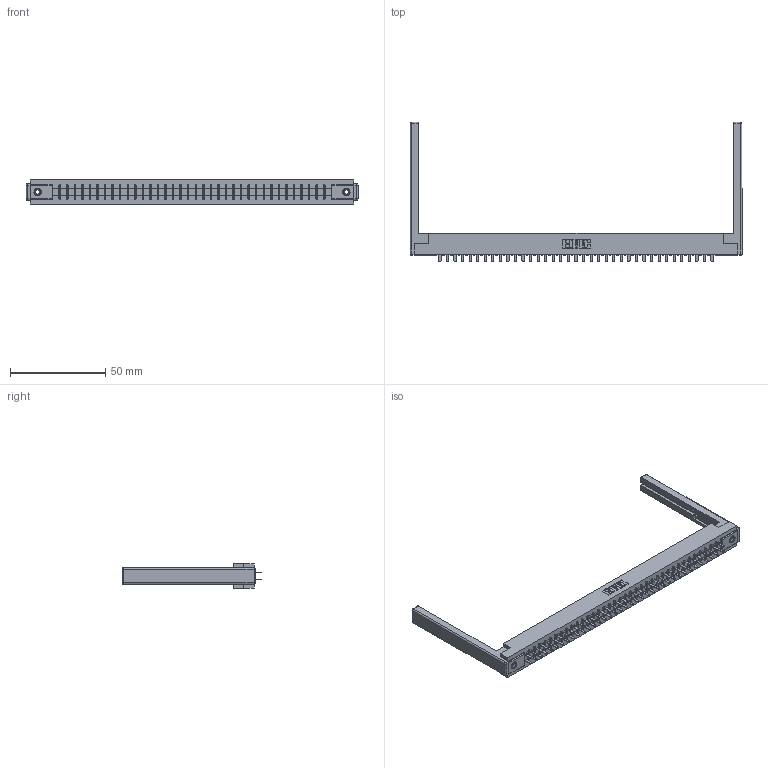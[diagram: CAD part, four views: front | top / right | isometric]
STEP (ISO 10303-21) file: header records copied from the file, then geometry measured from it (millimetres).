
FILE_DESCRIPTION (( 'STEP AP203' ), '1' );
FILE_NAME ('305-074-521-568.STEP', '2019-09-10T07:11:29', ( '' ), ( '' ), 'SwSTEP 2.0', 'SolidWorks 2016', '' );
FILE_SCHEMA (( 'CONFIG_CONTROL_DESIGN' ));
Length unit declared in the file: inch
Products named in the file (5): 305-290-001_521; 345-250-001_345-250-001-102; 305-074-521-568; 307-220-068; 305 Part_.156 Dia
Assembly tree (79 placements, depth 2):
  305-074-521-568
    305 Part_.156 Dia
    305-290-001_521  x74
    345-250-001_345-250-001-102  x2
    307-220-068  x2
Bounding box: 174.04 x 73.15 x 12.7 mm (x, y, z)
Volume: 21935.8 mm3; surface area: 26647.2 mm2
Topology: 79 solids, 79 shells, 3674 faces, 10437 edges, 6738 vertices
Faces by surface type: plane 2154, cylinder 1348, sphere 156, cone 12, torus 4
Entity records: 43309 total; most frequent: CARTESIAN_POINT 7138, ORIENTED_EDGE 7076, DIRECTION 6928, EDGE_CURVE 3538, LINE 2848, VECTOR 2848, VERTEX_POINT 2250, AXIS2_PLACEMENT_3D 2040
